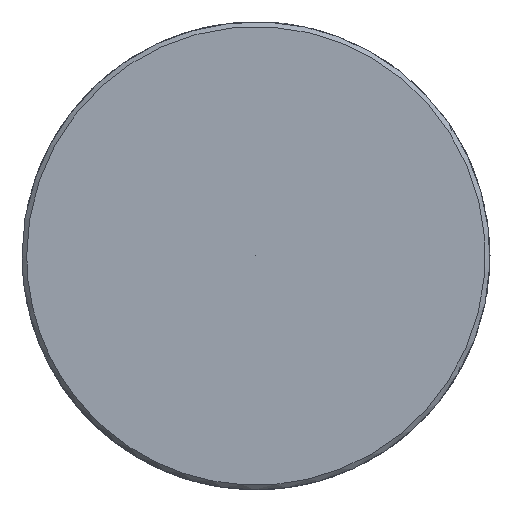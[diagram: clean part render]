
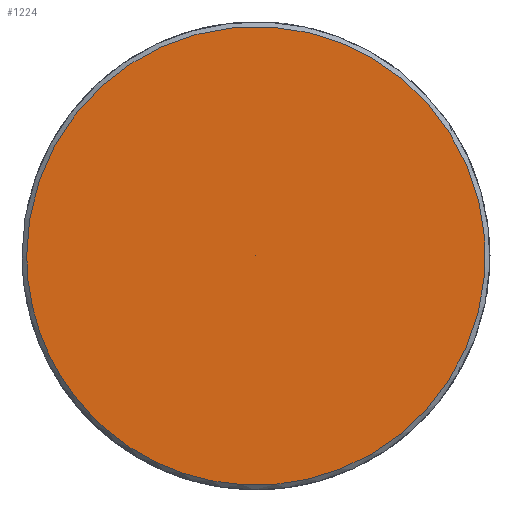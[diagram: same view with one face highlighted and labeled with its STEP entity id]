
A CAD part, left-side view. The second image highlights one B-rep face of the part: STEP entity #1224.
In plain terms, the highlighted free-form (B-spline) face has degree [5, 1] with [6, 2] control points.
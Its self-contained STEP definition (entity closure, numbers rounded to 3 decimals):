
#1152 = CARTESIAN_POINT ('', (-127., 12.25, 0.));
#1153 = VERTEX_POINT ('', #1152);
#1161 = CARTESIAN_POINT ('', (-127., 12.25, 0.));
#1162 = CARTESIAN_POINT ('', (-127., 12.25, 49.));
#1163 = CARTESIAN_POINT ('', (-127., -36.75, 24.5));
#1164 = CARTESIAN_POINT ('', (-127., -36.75, -24.5));
#1165 = CARTESIAN_POINT ('', (-127., 12.25, -49.));
#1166 = CARTESIAN_POINT ('', (-127., 12.25, 0.));
#1167 = (
   BOUNDED_CURVE ()
   B_SPLINE_CURVE (5, (#1161, #1162, #1163, #1164, #1165, #1166), .UNSPECIFIED., .T., .U.)
   B_SPLINE_CURVE_WITH_KNOTS ((6, 6), (0., 1.), .UNSPECIFIED.)
   CURVE ()
   GEOMETRIC_REPRESENTATION_ITEM ()
   RATIONAL_B_SPLINE_CURVE ((5., 1., 1., 1., 1., 5.))
   REPRESENTATION_ITEM ('')
);
#1168 = EDGE_CURVE ('', #1153, #1153, #1167, .T.);
#1200 = CARTESIAN_POINT ('', (-127., 0., 0.));
#1201 = VERTEX_POINT ('', #1200);
#1202 = CARTESIAN_POINT ('', (-127., 0., 0.));
#1203 = CARTESIAN_POINT ('', (-127., 12.25, 0.));
#1204 = B_SPLINE_CURVE_WITH_KNOTS ('', 1, (#1202, #1203), .UNSPECIFIED., .F., .U., (2, 2), (0., 1.), .UNSPECIFIED.);
#1205 = EDGE_CURVE ('', #1201, #1153, #1204, .T.);
#1206 = ORIENTED_EDGE ('', *, *, #1205, .F.);
#1207 = ORIENTED_EDGE ('', *, *, #1205, .T.);
#1208 = ORIENTED_EDGE ('', *, *, #1168, .F.);
#1209 = EDGE_LOOP ('', (#1206, #1207, #1208));
#1210 = FACE_OUTER_BOUND ('', #1209, .T.);
#1211 = CARTESIAN_POINT ('', (-127., 0., 0.));
#1212 = CARTESIAN_POINT ('', (-127., 12.25, 0.));
#1213 = CARTESIAN_POINT ('', (-127., 0., 0.));
#1214 = CARTESIAN_POINT ('', (-127., 12.25, 49.));
#1215 = CARTESIAN_POINT ('', (-127., 0., 0.));
#1216 = CARTESIAN_POINT ('', (-127., -36.75, 24.5));
#1217 = CARTESIAN_POINT ('', (-127., 0., 0.));
#1218 = CARTESIAN_POINT ('', (-127., -36.75, -24.5));
#1219 = CARTESIAN_POINT ('', (-127., 0., 0.));
#1220 = CARTESIAN_POINT ('', (-127., 12.25, -49.));
#1221 = CARTESIAN_POINT ('', (-127., 0., 0.));
#1222 = CARTESIAN_POINT ('', (-127., 12.25, 0.));
#1223 = (
   BOUNDED_SURFACE ()
   B_SPLINE_SURFACE (5, 1, ((#1211, #1212), (#1213, #1214), (#1215, #1216), (#1217, #1218), (#1219, #1220), (#1221, #1222)), .UNSPECIFIED., .T., .F., .U.)
   B_SPLINE_SURFACE_WITH_KNOTS ((6, 6), (2, 2), (0., 1.), (0., 1.), .UNSPECIFIED.)
   SURFACE ()
   GEOMETRIC_REPRESENTATION_ITEM ()
   RATIONAL_B_SPLINE_SURFACE (((5., 5.), (1., 1.), (1., 1.), (1., 1.), (1., 1.), (5., 5.)))
   REPRESENTATION_ITEM ('')
);
#1224 = ADVANCED_FACE ('', (#1210), #1223, .T.);
